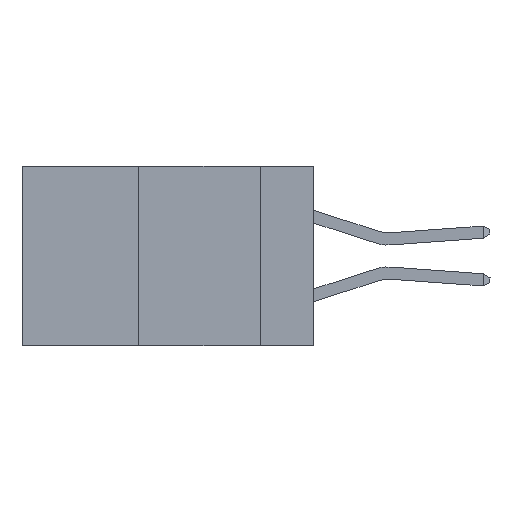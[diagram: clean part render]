
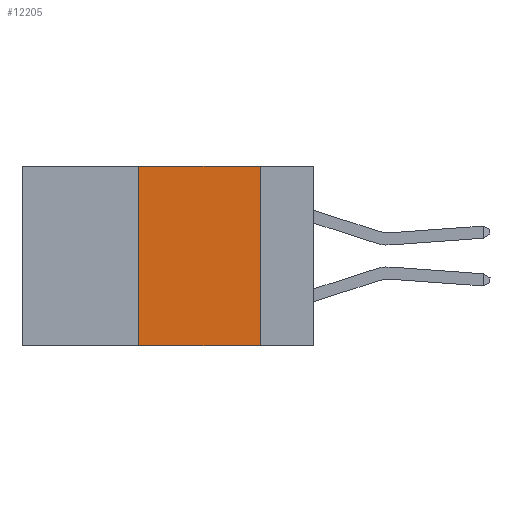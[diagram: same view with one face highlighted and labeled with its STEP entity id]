
A CAD part, left-side view. The second image highlights one B-rep face of the part: STEP entity #12205.
In plain terms, the highlighted planar face has unit normal (-1, 0, 0).
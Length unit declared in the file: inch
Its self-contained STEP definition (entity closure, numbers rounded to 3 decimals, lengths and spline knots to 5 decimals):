
#303 = LINE ( 'NONE', #5639, #20465 ) ;
#843 = CARTESIAN_POINT ( 'NONE',  ( 0., 0.36, 0. ) ) ;
#1760 = DIRECTION ( 'NONE',  ( 1., 0., 0. ) ) ;
#2388 = CARTESIAN_POINT ( 'NONE',  ( 0., 0.36, 0. ) ) ;
#2664 = VERTEX_POINT ( 'NONE', #7102 ) ;
#4582 = LINE ( 'NONE', #24468, #8055 ) ;
#4599 = DIRECTION ( 'NONE',  ( 0., 0., 1. ) ) ;
#5336 = VERTEX_POINT ( 'NONE', #21542 ) ;
#5639 = CARTESIAN_POINT ( 'NONE',  ( 0., 0.11, 0. ) ) ;
#5958 = ORIENTED_EDGE ( 'NONE', *, *, #13015, .T. ) ;
#6425 = DIRECTION ( 'NONE',  ( 0., -1., 0. ) ) ;
#6742 = EDGE_CURVE ( 'NONE', #21843, #23309, #18082, .T. ) ;
#6759 = ORIENTED_EDGE ( 'NONE', *, *, #6742, .F. ) ;
#7102 = CARTESIAN_POINT ( 'NONE',  ( 0., 0.11, 0. ) ) ;
#8055 = VECTOR ( 'NONE', #12460, 39.37008 ) ;
#8091 = LINE ( 'NONE', #16720, #18115 ) ;
#9710 = PLANE ( 'NONE',  #11084 ) ;
#9812 = EDGE_CURVE ( 'NONE', #2664, #5336, #303, .T. ) ;
#11084 = AXIS2_PLACEMENT_3D ( 'NONE', #19800, #1760, #15823 ) ;
#11735 = EDGE_CURVE ( 'NONE', #23309, #2664, #8091, .T. ) ;
#12205 = ADVANCED_FACE ( 'NONE', ( #16206 ), #9710, .F. ) ;
#12460 = DIRECTION ( 'NONE',  ( 0., -1., 0. ) ) ;
#12775 = VECTOR ( 'NONE', #4599, 39.37008 ) ;
#13015 = EDGE_CURVE ( 'NONE', #21843, #5336, #4582, .T. ) ;
#14734 = ORIENTED_EDGE ( 'NONE', *, *, #11735, .F. ) ;
#15531 = EDGE_LOOP ( 'NONE', ( #23723, #14734, #6759, #5958 ) ) ;
#15823 = DIRECTION ( 'NONE',  ( 0., 0., -1. ) ) ;
#16206 = FACE_OUTER_BOUND ( 'NONE', #15531, .T. ) ;
#16720 = CARTESIAN_POINT ( 'NONE',  ( 0., 0.6, 0. ) ) ;
#17508 = CARTESIAN_POINT ( 'NONE',  ( 0., 0.36, -0.37 ) ) ;
#18082 = LINE ( 'NONE', #2388, #12775 ) ;
#18115 = VECTOR ( 'NONE', #6425, 39.37008 ) ;
#19800 = CARTESIAN_POINT ( 'NONE',  ( 0., 0.6, 0. ) ) ;
#20465 = VECTOR ( 'NONE', #22229, 39.37008 ) ;
#21542 = CARTESIAN_POINT ( 'NONE',  ( 0., 0.11, -0.37 ) ) ;
#21843 = VERTEX_POINT ( 'NONE', #17508 ) ;
#22229 = DIRECTION ( 'NONE',  ( 0., 0., -1. ) ) ;
#23309 = VERTEX_POINT ( 'NONE', #843 ) ;
#23723 = ORIENTED_EDGE ( 'NONE', *, *, #9812, .F. ) ;
#24468 = CARTESIAN_POINT ( 'NONE',  ( 0., 0.6, -0.37 ) ) ;
